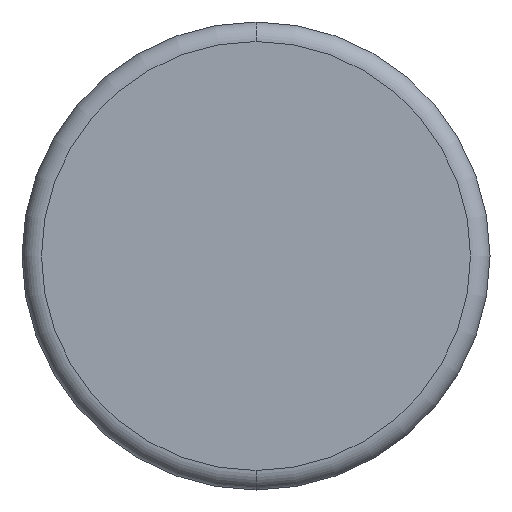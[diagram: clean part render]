
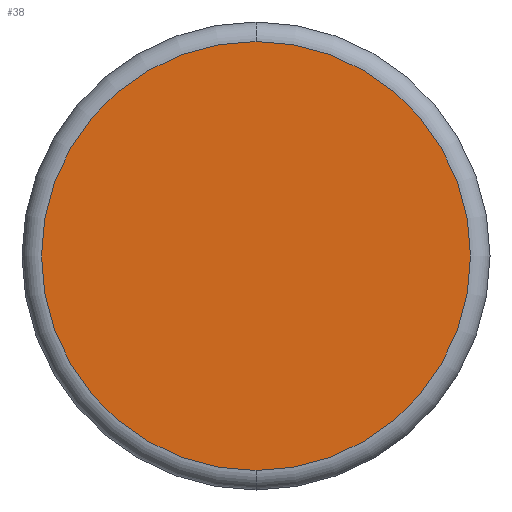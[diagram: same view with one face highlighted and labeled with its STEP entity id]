
A CAD part, front view. The second image highlights one B-rep face of the part: STEP entity #38.
In plain terms, the highlighted planar face has unit normal (0, -1, 0).
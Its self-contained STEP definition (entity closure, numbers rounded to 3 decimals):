
#14 = EDGE_CURVE ( 'NONE', #154, #316, #191, .T. ) ;
#19 = DIRECTION ( 'NONE',  ( 0., 0., -1. ) ) ;
#21 = CIRCLE ( 'NONE', #281, 5.5 ) ;
#28 = FACE_OUTER_BOUND ( 'NONE', #254, .T. ) ;
#36 = AXIS2_PLACEMENT_3D ( 'NONE', #345, #323, #348 ) ;
#38 = ADVANCED_FACE ( 'NONE', ( #28 ), #138, .T. ) ;
#52 = ORIENTED_EDGE ( 'NONE', *, *, #248, .T. ) ;
#53 = AXIS2_PLACEMENT_3D ( 'NONE', #367, #55, #288 ) ;
#55 = DIRECTION ( 'NONE',  ( 0., -1., 0. ) ) ;
#82 = ORIENTED_EDGE ( 'NONE', *, *, #14, .T. ) ;
#138 = PLANE ( 'NONE',  #36 ) ;
#154 = VERTEX_POINT ( 'NONE', #263 ) ;
#191 = CIRCLE ( 'NONE', #53, 5.5 ) ;
#248 = EDGE_CURVE ( 'NONE', #316, #154, #21, .T. ) ;
#254 = EDGE_LOOP ( 'NONE', ( #82, #52 ) ) ;
#260 = CARTESIAN_POINT ( 'NONE',  ( 0., 0., 5.5 ) ) ;
#263 = CARTESIAN_POINT ( 'NONE',  ( 0., 0., -5.5 ) ) ;
#276 = CARTESIAN_POINT ( 'NONE',  ( 0., 0., 0. ) ) ;
#281 = AXIS2_PLACEMENT_3D ( 'NONE', #276, #365, #19 ) ;
#288 = DIRECTION ( 'NONE',  ( 0., 0., -1. ) ) ;
#316 = VERTEX_POINT ( 'NONE', #260 ) ;
#323 = DIRECTION ( 'NONE',  ( 0., -1., 0. ) ) ;
#345 = CARTESIAN_POINT ( 'NONE',  ( 0., 0., 0. ) ) ;
#348 = DIRECTION ( 'NONE',  ( 0., 0., -1. ) ) ;
#365 = DIRECTION ( 'NONE',  ( 0., -1., 0. ) ) ;
#367 = CARTESIAN_POINT ( 'NONE',  ( 0., 0., 0. ) ) ;
